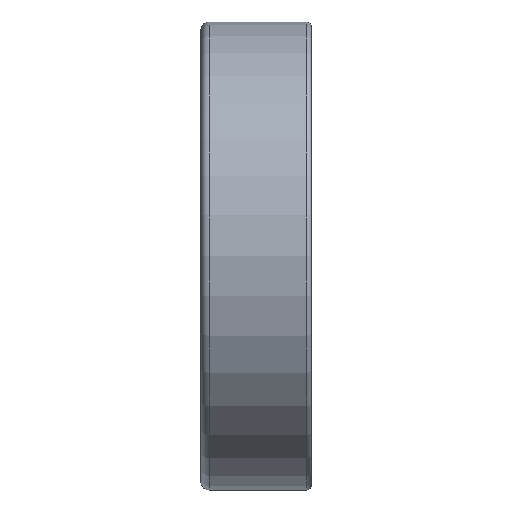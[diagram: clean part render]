
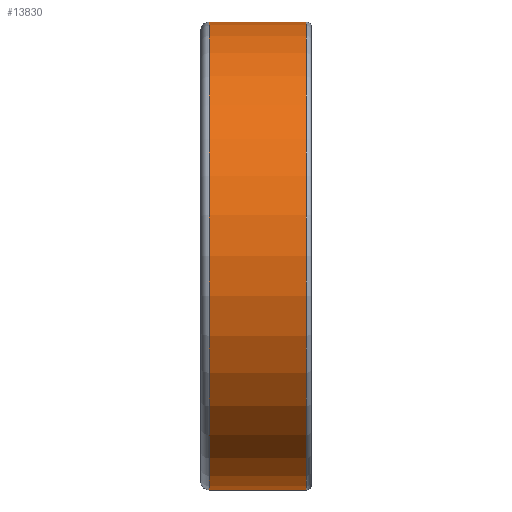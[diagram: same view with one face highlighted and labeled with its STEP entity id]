
A CAD part, top view. The second image highlights one B-rep face of the part: STEP entity #13830.
In plain terms, the highlighted cylindrical face has radius 27.5 mm (diameter 55 mm), a partial arc.
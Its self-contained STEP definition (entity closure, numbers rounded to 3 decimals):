
#3487=CARTESIAN_POINT('',(-5.5,0.,0.));
#3488=DIRECTION('',(1.,0.,0.));
#3489=DIRECTION('',(0.,1.,0.));
#3490=AXIS2_PLACEMENT_3D('',#3487,#3488,#3489);
#3495=CARTESIAN_POINT('',(5.9,0.,0.));
#3496=DIRECTION('',(1.,0.,0.));
#3497=DIRECTION('',(0.,1.,0.));
#3498=AXIS2_PLACEMENT_3D('',#3495,#3496,#3497);
#3511=DIRECTION('',(-1.,0.,0.));
#3512=VECTOR('',#3511,11.4);
#3513=CARTESIAN_POINT('',(5.9,-27.5,0.));
#3514=LINE('',#3513,#3512);
#3526=DIRECTION('',(-1.,0.,0.));
#3527=VECTOR('',#3526,11.4);
#3528=CARTESIAN_POINT('',(5.9,27.5,0.));
#3529=LINE('',#3528,#3527);
#10690=CARTESIAN_POINT('',(-5.5,27.5,0.));
#10691=CARTESIAN_POINT('',(-5.5,-27.5,0.));
#10692=VERTEX_POINT('',#10690);
#10693=VERTEX_POINT('',#10691);
#10694=CARTESIAN_POINT('',(5.9,27.5,0.));
#10695=CARTESIAN_POINT('',(5.9,-27.5,0.));
#10696=VERTEX_POINT('',#10694);
#10697=VERTEX_POINT('',#10695);
#13816=CARTESIAN_POINT('',(-7.15,0.,0.));
#13817=DIRECTION('',(1.,0.,0.));
#13818=DIRECTION('',(0.,-1.,0.));
#13819=AXIS2_PLACEMENT_3D('',#13816,#13817,#13818);
#13820=CYLINDRICAL_SURFACE('',#13819,27.5);
#13821=ORIENTED_EDGE('',*,*,#13806,.F.);
#13823=ORIENTED_EDGE('',*,*,#13822,.F.);
#13825=ORIENTED_EDGE('',*,*,#13824,.T.);
#13827=ORIENTED_EDGE('',*,*,#13826,.T.);
#13828=EDGE_LOOP('',(#13821,#13823,#13825,#13827));
#13829=FACE_OUTER_BOUND('',#13828,.F.);
#3491=CIRCLE('',#3490,27.5);
#3499=CIRCLE('',#3498,27.5);
#13806=EDGE_CURVE('',#10692,#10693,#3491,.T.);
#13822=EDGE_CURVE('',#10696,#10692,#3529,.T.);
#13824=EDGE_CURVE('',#10696,#10697,#3499,.T.);
#13826=EDGE_CURVE('',#10697,#10693,#3514,.T.);
#13830=ADVANCED_FACE('',(#13829),#13820,.T.);
